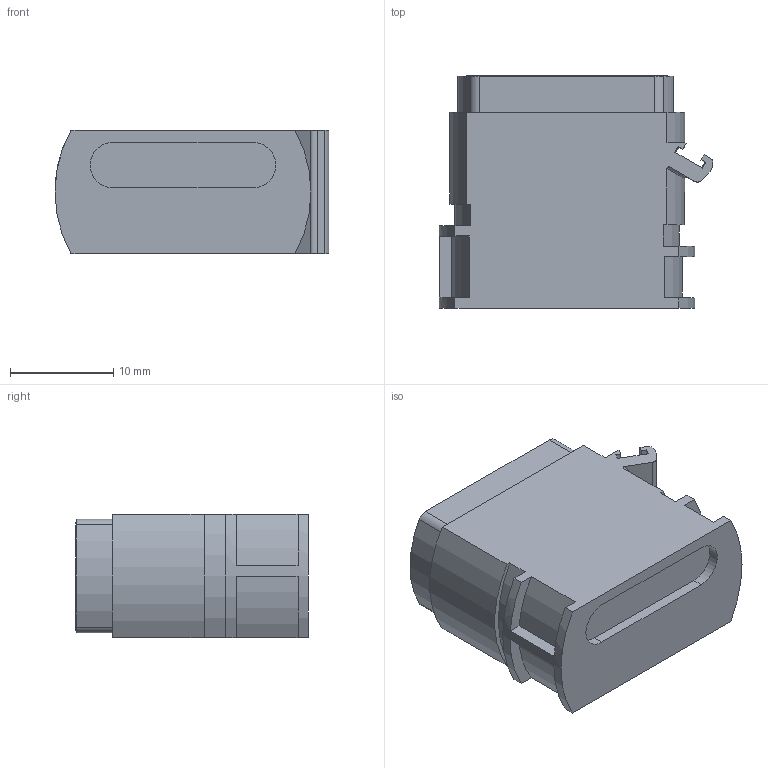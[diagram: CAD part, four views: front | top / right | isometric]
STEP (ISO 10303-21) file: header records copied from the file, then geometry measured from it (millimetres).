
FILE_DESCRIPTION((''),'2;1');
FILE_NAME('00111550102','2020-02-07T',('presta_be4'),(''),'CREO PARAMETRIC BY PTC INC, 2018360','CREO PARAMETRIC BY PTC INC, 2018360','');
FILE_SCHEMA(('CONFIG_CONTROL_DESIGN'));
Products named in the file (1): 00111550102
Bounding box: 26.55 x 22.55 x 12 mm (x, y, z)
Volume: 3688.2 mm3; surface area: 6061.2 mm2
Topology: 11 solids, 11 shells, 2606 faces, 6720 edges, 4160 vertices
Faces by surface type: plane 1487, cylinder 473, cone 396, torus 248, bspline 2
Entity records: 80437 total; most frequent: CARTESIAN_POINT 16323, DIRECTION 13824, ORIENTED_EDGE 13360, EDGE_CURVE 6680, AXIS2_PLACEMENT_3D 5066, VERTEX_POINT 4160, VECTOR 3692, LINE 3692
